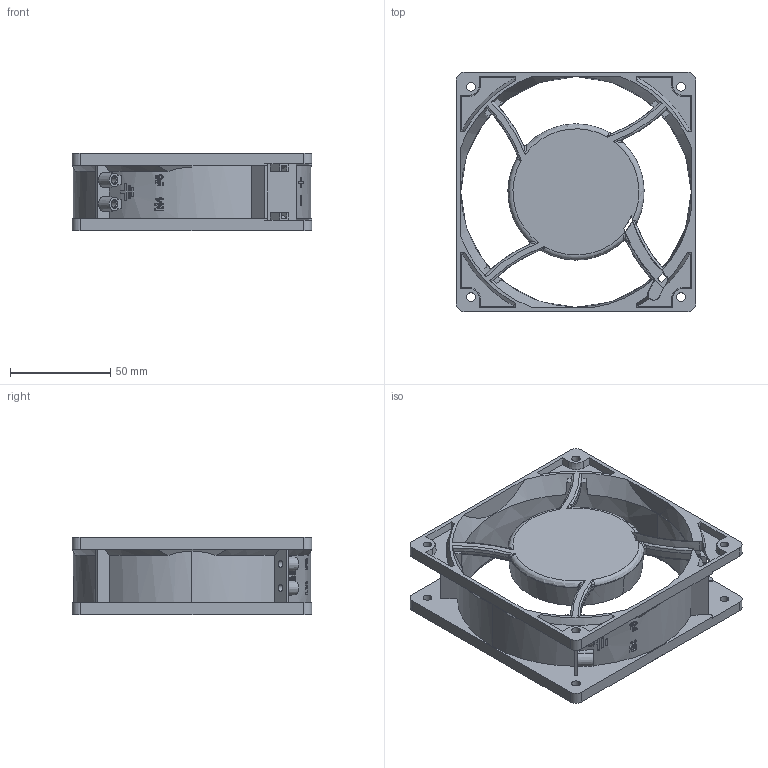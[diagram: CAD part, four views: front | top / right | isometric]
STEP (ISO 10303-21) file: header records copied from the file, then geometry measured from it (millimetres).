
FILE_DESCRIPTION (( 'STEP AP203' ), '1' );
FILE_NAME ('OD1238AP_m0_frame.stp', '2024-04-17T13:54:18', ( '' ), ( '' ), 'SwSTEP 2.0', 'SolidWorks 2018', '' );
FILE_SCHEMA (( 'CONFIG_CONTROL_DESIGN' ));
Length unit declared in the file: millimetre
Products named in the file (1): OD1238AP_m0_frame
Bounding box: 119.5 x 119.5 x 38.5 mm (x, y, z)
Volume: 102520.7 mm3; surface area: 63882.6 mm2
Topology: 1 solids, 1 shells, 505 faces, 1385 edges, 895 vertices
Faces by surface type: plane 245, bspline 110, cone 70, cylinder 55, torus 25
Entity records: 19042 total; most frequent: CARTESIAN_POINT 7063, ORIENTED_EDGE 2770, DIRECTION 2084, EDGE_CURVE 1385, VERTEX_POINT 895, AXIS2_PLACEMENT_3D 729, VECTOR 626, LINE 626
